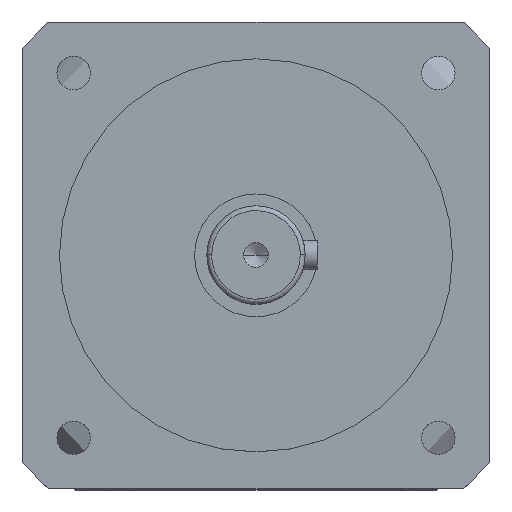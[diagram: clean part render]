
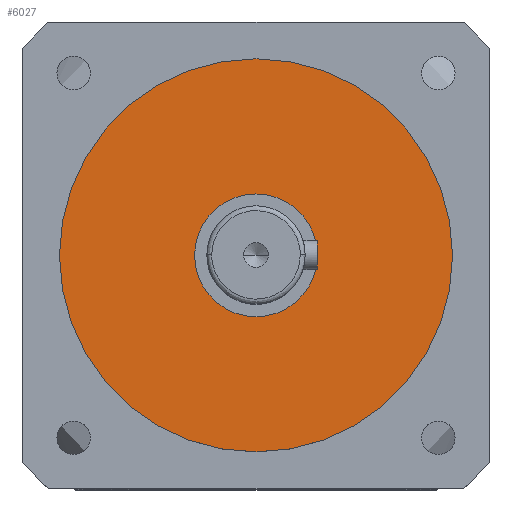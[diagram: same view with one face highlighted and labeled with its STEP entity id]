
A CAD part, top view. The second image highlights one B-rep face of the part: STEP entity #6027.
In plain terms, the highlighted planar face has unit normal (0, 0, 1).
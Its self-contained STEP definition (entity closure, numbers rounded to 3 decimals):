
#40 = EDGE_CURVE ( 'NONE', #4401, #7820, #7453, .T. ) ;
#220 = CARTESIAN_POINT ( 'NONE',  ( 0., 0., -50. ) ) ;
#242 = EDGE_LOOP ( 'NONE', ( #3400, #3444 ) ) ;
#370 = PLANE ( 'NONE',  #4745 ) ;
#383 = DIRECTION ( 'NONE',  ( 0., 0., 1. ) ) ;
#452 = VERTEX_POINT ( 'NONE', #2669 ) ;
#783 = DIRECTION ( 'NONE',  ( 1., 0., 0. ) ) ;
#846 = DIRECTION ( 'NONE',  ( 0., 0., -1. ) ) ;
#1144 = DIRECTION ( 'NONE',  ( 0., 0., 1. ) ) ;
#1401 = AXIS2_PLACEMENT_3D ( 'NONE', #220, #846, #5427 ) ;
#1740 = DIRECTION ( 'NONE',  ( 1., 0., 0. ) ) ;
#1757 = CARTESIAN_POINT ( 'NONE',  ( 0., 0., -50. ) ) ;
#1949 = CIRCLE ( 'NONE', #1401, 40. ) ;
#2355 = FACE_OUTER_BOUND ( 'NONE', #4743, .T. ) ;
#2454 = EDGE_CURVE ( 'NONE', #7820, #4401, #6253, .T. ) ;
#2477 = ORIENTED_EDGE ( 'NONE', *, *, #6284, .F. ) ;
#2669 = CARTESIAN_POINT ( 'NONE',  ( 40., 0., -50. ) ) ;
#2980 = CARTESIAN_POINT ( 'NONE',  ( -40., 0., -50. ) ) ;
#3059 = DIRECTION ( 'NONE',  ( 1., 0., 0. ) ) ;
#3383 = DIRECTION ( 'NONE',  ( 0., 0., -1. ) ) ;
#3400 = ORIENTED_EDGE ( 'NONE', *, *, #40, .F. ) ;
#3444 = ORIENTED_EDGE ( 'NONE', *, *, #2454, .F. ) ;
#3913 = CARTESIAN_POINT ( 'NONE',  ( -12.5, 0., -50. ) ) ;
#4036 = CARTESIAN_POINT ( 'NONE',  ( 0., 0., -50. ) ) ;
#4303 = CARTESIAN_POINT ( 'NONE',  ( 0., 40., -50. ) ) ;
#4401 = VERTEX_POINT ( 'NONE', #5673 ) ;
#4743 = EDGE_LOOP ( 'NONE', ( #8339, #2477 ) ) ;
#4745 = AXIS2_PLACEMENT_3D ( 'NONE', #4303, #6959, #7499 ) ;
#5427 = DIRECTION ( 'NONE',  ( 1., 0., 0. ) ) ;
#5673 = CARTESIAN_POINT ( 'NONE',  ( 12.5, 0., -50. ) ) ;
#5774 = AXIS2_PLACEMENT_3D ( 'NONE', #6261, #383, #1740 ) ;
#6027 = ADVANCED_FACE ( 'NONE', ( #2355, #8405 ), #370, .F. ) ;
#6253 = CIRCLE ( 'NONE', #5774, 12.5 ) ;
#6261 = CARTESIAN_POINT ( 'NONE',  ( 0., 0., -50. ) ) ;
#6280 = CIRCLE ( 'NONE', #6313, 40. ) ;
#6284 = EDGE_CURVE ( 'NONE', #8167, #452, #1949, .T. ) ;
#6313 = AXIS2_PLACEMENT_3D ( 'NONE', #4036, #3383, #783 ) ;
#6764 = EDGE_CURVE ( 'NONE', #452, #8167, #6280, .T. ) ;
#6959 = DIRECTION ( 'NONE',  ( 0., 0., -1. ) ) ;
#7453 = CIRCLE ( 'NONE', #7671, 12.5 ) ;
#7499 = DIRECTION ( 'NONE',  ( -1., 0., 0. ) ) ;
#7671 = AXIS2_PLACEMENT_3D ( 'NONE', #1757, #1144, #3059 ) ;
#7820 = VERTEX_POINT ( 'NONE', #3913 ) ;
#8167 = VERTEX_POINT ( 'NONE', #2980 ) ;
#8339 = ORIENTED_EDGE ( 'NONE', *, *, #6764, .F. ) ;
#8405 = FACE_BOUND ( 'NONE', #242, .T. ) ;
